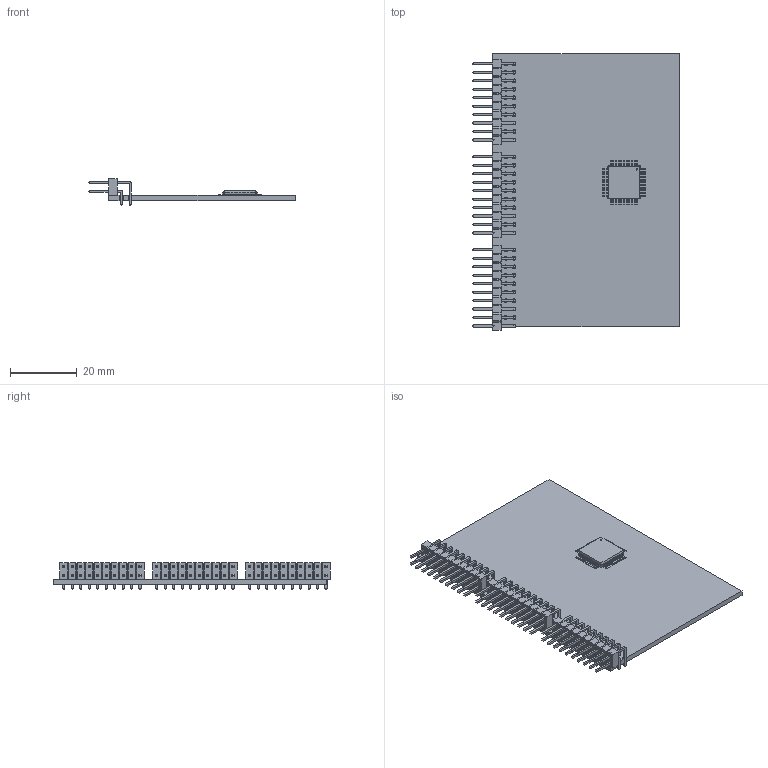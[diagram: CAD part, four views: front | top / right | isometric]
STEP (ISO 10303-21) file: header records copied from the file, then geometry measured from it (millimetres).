
FILE_DESCRIPTION(('KiCad electronic assembly'),'2;1');
FILE_NAME('0002-65C816S-minimal.step','2024-06-06T21:11:05',('Pcbnew'),( 'Kicad'),'Open CASCADE STEP processor 7.6','KiCad to STEP converter' ,'Unknown');
FILE_SCHEMA(('AUTOMOTIVE_DESIGN { 1 0 10303 214 1 1 1 1 }'));
Length unit declared in the file: millimetre
Products named in the file (6): 0002-65C816S-minimal 1; PQFP-44_10x10mm_P0.8mm; PQFP_44_10x10mm_P08mm; PH2RA-20-UA; ASSEMBLY; 0002-65C816S-minimal_PCB
Assembly tree (7 placements, depth 3):
  0002-65C816S-minimal 1
    PQFP-44_10x10mm_P0.8mm
      PQFP_44_10x10mm_P08mm
    PH2RA-20-UA  x3
      ASSEMBLY
    0002-65C816S-minimal_PCB
Bounding box: 62.04 x 83.05 x 8 mm (x, y, z)
Volume: 8736.1 mm3; surface area: 13976.7 mm2
Topology: 65 solids, 65 shells, 2195 faces, 5188 edges, 3124 vertices
Faces by surface type: plane 1770, cylinder 357, bspline 68
Full cylindrical faces by diameter (mm): 0.4 x1, 1.1 x58
Entity records: 41386 total; most frequent: CARTESIAN_POINT 6519, ORIENTED_EDGE 6228, DIRECTION 5998, EDGE_CURVE 3114, LINE 2528, VECTOR 2528, VERTEX_POINT 1920, AXIS2_PLACEMENT_3D 1735
